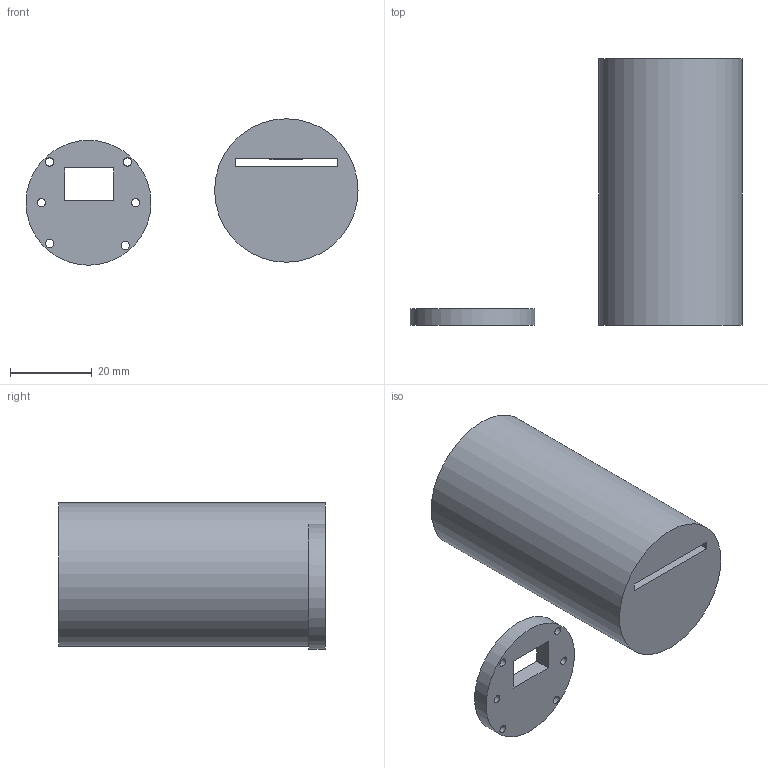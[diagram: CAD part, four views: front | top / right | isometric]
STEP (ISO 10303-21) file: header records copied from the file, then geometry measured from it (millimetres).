
FILE_DESCRIPTION(/* description */ (''),/* implementation_level */ '2;1');
FILE_NAME(/* name */ 'SM_Casing v12.step',/* time_stamp */ '2023-09-23T21:40:13+05:30',/* author */ (''),/* organization */ (''),/* preprocessor_version */ 'ST-DEVELOPER v20',/* originating_system */ 'Autodesk Translation Framework v12.9.0.99',/* authorisation */ '');
FILE_SCHEMA (('AUTOMOTIVE_DESIGN { 1 0 10303 214 3 1 1 }'));
Length unit declared in the file: millimetre
Products named in the file (1): SM_Casing
Bounding box: 81.02 x 65 x 35.74 mm (x, y, z)
Volume: 25034.9 mm3; surface area: 19009.2 mm2
Topology: 2 solids, 2 shells, 68 faces, 159 edges, 106 vertices
Faces by surface type: plane 51, cylinder 17
Full cylindrical faces by diameter (mm): 2 x14, 30.5 x1, 31 x1, 35 x1
Entity records: 2017 total; most frequent: DIRECTION 347, CARTESIAN_POINT 334, ORIENTED_EDGE 318, EDGE_CURVE 159, AXIS2_PLACEMENT_3D 119, LINE 109, VECTOR 109, VERTEX_POINT 106
